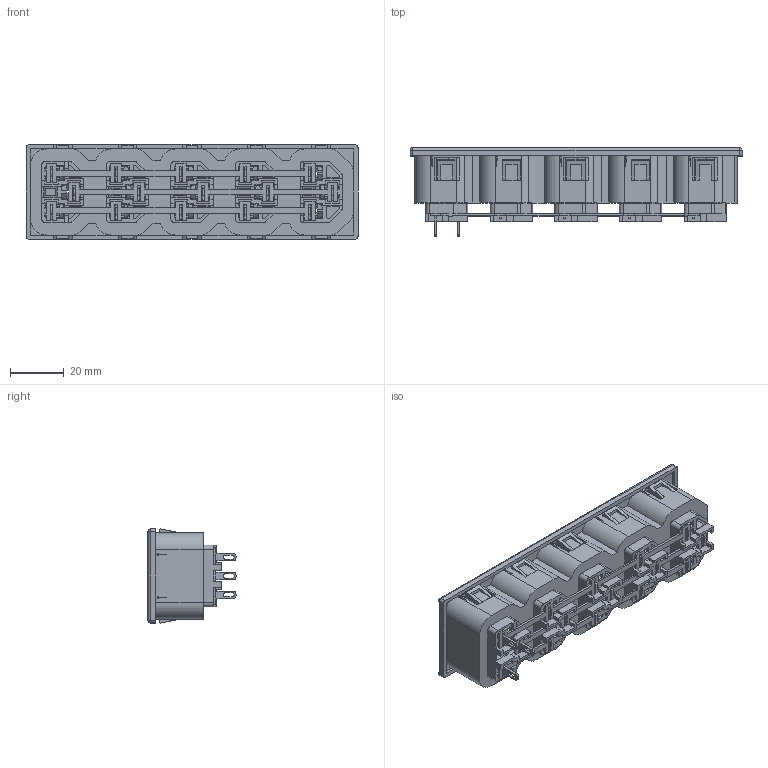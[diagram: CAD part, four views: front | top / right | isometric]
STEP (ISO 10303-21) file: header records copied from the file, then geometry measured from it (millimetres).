
FILE_DESCRIPTION (( 'STEP AP214' ), '1' );
FILE_NAME ('742W-5P.STEP', '2020-03-19T01:36:46', ( '' ), ( '' ), 'SwSTEP 2.0', 'SolidWorks 2016', '' );
FILE_SCHEMA (( 'AUTOMOTIVE_DESIGN' ));
Length unit declared in the file: millimetre
Products named in the file (5): 742W-5P; 742W-002F-5P; 742W-001C; 742W-001D; 742W5PR-X.XN
Assembly tree (19 placements, depth 2):
  742W-5P
    742W5PR-X.XN
    742W-001D  x3
    742W-001C  x12
    742W-002F-5P  x3
Bounding box: 123.4 x 32.79 x 35 mm (x, y, z)
Volume: 42597.9 mm3; surface area: 56829.2 mm2
Topology: 27 solids, 27 shells, 2662 faces, 7549 edges, 4904 vertices
Faces by surface type: plane 1898, cylinder 610, bspline 90, torus 60, sphere 4
Entity records: 51083 total; most frequent: CARTESIAN_POINT 11270, ORIENTED_EDGE 8644, DIRECTION 7701, EDGE_CURVE 4322, VECTOR 3407, LINE 3407, VERTEX_POINT 2836, AXIS2_PLACEMENT_3D 2147
